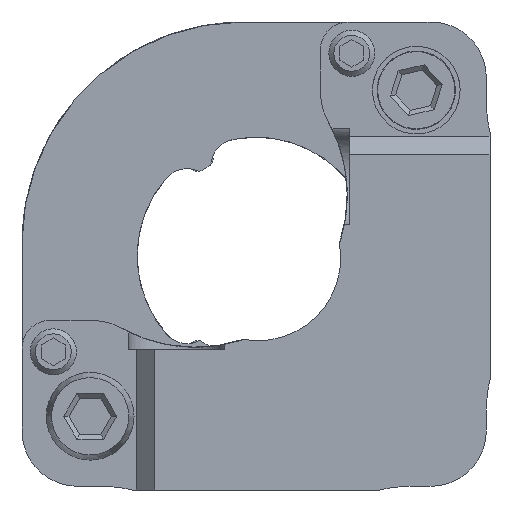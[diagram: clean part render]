
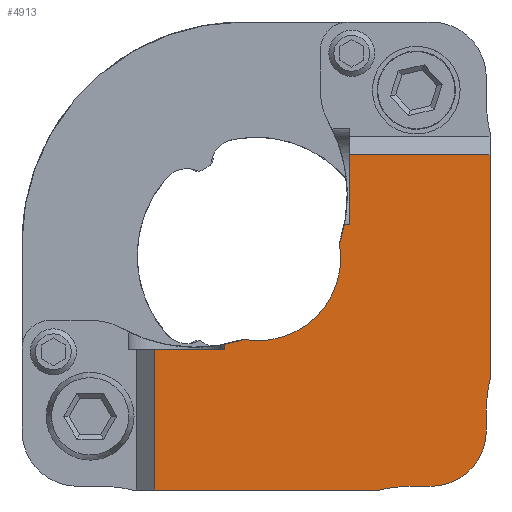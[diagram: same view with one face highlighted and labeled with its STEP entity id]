
A CAD part, left-side view. The second image highlights one B-rep face of the part: STEP entity #4913.
In plain terms, the highlighted planar face has unit normal (-1, 0, 0).
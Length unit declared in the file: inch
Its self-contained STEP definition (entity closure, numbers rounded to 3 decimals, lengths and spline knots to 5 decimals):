
#303=CIRCLE('',#5379,0.31496);
#304=CIRCLE('',#5380,0.11811);
#305=CIRCLE('',#5381,0.31496);
#306=CIRCLE('',#5382,0.3248);
#307=CIRCLE('',#5383,0.17717);
#308=CIRCLE('',#5384,0.3248);
#630=FACE_OUTER_BOUND('',#904,.T.);
#904=EDGE_LOOP('',(#3844,#3845,#3846,#3847,#3848,#3849,#3850,#3851,#3852,
#3853,#3854,#3855,#3856,#3857,#3858,#3859));
#1286=LINE('',#8037,#1678);
#1287=LINE('',#8039,#1679);
#1288=LINE('',#8041,#1680);
#1289=LINE('',#8045,#1681);
#1290=LINE('',#8049,#1682);
#1291=LINE('',#8053,#1683);
#1292=LINE('',#8055,#1684);
#1293=LINE('',#8057,#1685);
#1294=LINE('',#8059,#1686);
#1295=LINE('',#8066,#1687);
#1678=VECTOR('',#6527,0.3937);
#1679=VECTOR('',#6528,0.3937);
#1680=VECTOR('',#6529,0.3937);
#1681=VECTOR('',#6532,0.3937);
#1682=VECTOR('',#6535,0.3937);
#1683=VECTOR('',#6538,0.3937);
#1684=VECTOR('',#6539,0.3937);
#1685=VECTOR('',#6540,0.3937);
#1686=VECTOR('',#6541,0.3937);
#1687=VECTOR('',#6548,0.3937);
#2149=VERTEX_POINT('',#8035);
#2150=VERTEX_POINT('',#8036);
#2151=VERTEX_POINT('',#8038);
#2152=VERTEX_POINT('',#8040);
#2153=VERTEX_POINT('',#8042);
#2154=VERTEX_POINT('',#8044);
#2155=VERTEX_POINT('',#8046);
#2156=VERTEX_POINT('',#8048);
#2157=VERTEX_POINT('',#8050);
#2158=VERTEX_POINT('',#8052);
#2159=VERTEX_POINT('',#8054);
#2160=VERTEX_POINT('',#8056);
#2161=VERTEX_POINT('',#8058);
#2162=VERTEX_POINT('',#8060);
#2163=VERTEX_POINT('',#8062);
#2164=VERTEX_POINT('',#8064);
#2755=EDGE_CURVE('',#2149,#2150,#1286,.T.);
#2756=EDGE_CURVE('',#2151,#2150,#1287,.T.);
#2757=EDGE_CURVE('',#2152,#2151,#1288,.T.);
#2758=EDGE_CURVE('',#2153,#2152,#303,.T.);
#2759=EDGE_CURVE('',#2154,#2153,#1289,.T.);
#2760=EDGE_CURVE('',#2155,#2154,#304,.T.);
#2761=EDGE_CURVE('',#2156,#2155,#1290,.T.);
#2762=EDGE_CURVE('',#2157,#2156,#305,.T.);
#2763=EDGE_CURVE('',#2158,#2157,#1291,.T.);
#2764=EDGE_CURVE('',#2159,#2158,#1292,.T.);
#2765=EDGE_CURVE('',#2159,#2160,#1293,.T.);
#2766=EDGE_CURVE('',#2160,#2161,#1294,.T.);
#2767=EDGE_CURVE('',#2161,#2162,#306,.T.);
#2768=EDGE_CURVE('',#2162,#2163,#307,.T.);
#2769=EDGE_CURVE('',#2163,#2164,#308,.T.);
#2770=EDGE_CURVE('',#2164,#2149,#1295,.T.);
#3844=ORIENTED_EDGE('',*,*,#2755,.T.);
#3845=ORIENTED_EDGE('',*,*,#2756,.F.);
#3846=ORIENTED_EDGE('',*,*,#2757,.F.);
#3847=ORIENTED_EDGE('',*,*,#2758,.F.);
#3848=ORIENTED_EDGE('',*,*,#2759,.F.);
#3849=ORIENTED_EDGE('',*,*,#2760,.F.);
#3850=ORIENTED_EDGE('',*,*,#2761,.F.);
#3851=ORIENTED_EDGE('',*,*,#2762,.F.);
#3852=ORIENTED_EDGE('',*,*,#2763,.F.);
#3853=ORIENTED_EDGE('',*,*,#2764,.F.);
#3854=ORIENTED_EDGE('',*,*,#2765,.T.);
#3855=ORIENTED_EDGE('',*,*,#2766,.T.);
#3856=ORIENTED_EDGE('',*,*,#2767,.T.);
#3857=ORIENTED_EDGE('',*,*,#2768,.T.);
#3858=ORIENTED_EDGE('',*,*,#2769,.T.);
#3859=ORIENTED_EDGE('',*,*,#2770,.T.);
#4459=PLANE('',#5378);
#4913=ADVANCED_FACE('',(#630),#4459,.T.);
#5378=AXIS2_PLACEMENT_3D('',#8034,#6525,#6526);
#5379=AXIS2_PLACEMENT_3D('',#8043,#6530,#6531);
#5380=AXIS2_PLACEMENT_3D('',#8047,#6533,#6534);
#5381=AXIS2_PLACEMENT_3D('',#8051,#6536,#6537);
#5382=AXIS2_PLACEMENT_3D('',#8061,#6542,#6543);
#5383=AXIS2_PLACEMENT_3D('',#8063,#6544,#6545);
#5384=AXIS2_PLACEMENT_3D('',#8065,#6546,#6547);
#6525=DIRECTION('center_axis',(-1.,0.,0.));
#6526=DIRECTION('ref_axis',(0.,0.,1.));
#6527=DIRECTION('',(0.,1.,0.));
#6528=DIRECTION('',(0.,0.,1.));
#6529=DIRECTION('',(0.,1.,0.));
#6530=DIRECTION('center_axis',(-1.,0.,0.));
#6531=DIRECTION('ref_axis',(0.,0.222,0.975));
#6532=DIRECTION('',(0.,1.,0.));
#6533=DIRECTION('center_axis',(1.,0.,0.));
#6534=DIRECTION('ref_axis',(0.,-0.707,-0.707));
#6535=DIRECTION('',(0.,0.,-1.));
#6536=DIRECTION('center_axis',(-1.,0.,0.));
#6537=DIRECTION('ref_axis',(0.,0.975,0.222));
#6538=DIRECTION('',(0.,0.,-1.));
#6539=DIRECTION('',(0.,-1.,0.));
#6540=DIRECTION('',(0.,0.,-1.));
#6541=DIRECTION('',(0.,1.,0.));
#6542=DIRECTION('center_axis',(1.,0.,0.));
#6543=DIRECTION('ref_axis',(0.,0.,-1.));
#6544=DIRECTION('center_axis',(1.,0.,0.));
#6545=DIRECTION('ref_axis',(0.,0.,1.));
#6546=DIRECTION('center_axis',(1.,0.,0.));
#6547=DIRECTION('ref_axis',(0.,0.,-1.));
#6548=DIRECTION('',(0.,0.,-1.));
#8034=CARTESIAN_POINT('Origin',(-0.52165,-0.15277,-0.15277));
#8035=CARTESIAN_POINT('',(-0.52165,0.06693,-0.20079));
#8036=CARTESIAN_POINT('',(-0.52165,0.21654,-0.20079));
#8037=CARTESIAN_POINT('',(-0.52165,-0.04292,-0.20079));
#8038=CARTESIAN_POINT('',(-0.52165,0.21654,-0.5));
#8039=CARTESIAN_POINT('',(-0.52165,0.21654,0.00261));
#8040=CARTESIAN_POINT('',(-0.52165,-0.26378,-0.5));
#8041=CARTESIAN_POINT('',(-0.52165,0.17361,-0.5));
#8042=CARTESIAN_POINT('',(-0.52165,-0.33377,-0.49213));
#8043=CARTESIAN_POINT('Origin',(-0.52165,-0.33377,-0.80709));
#8044=CARTESIAN_POINT('',(-0.52165,-0.37402,-0.49213));
#8045=CARTESIAN_POINT('',(-0.52165,-0.20827,-0.49213));
#8046=CARTESIAN_POINT('',(-0.52165,-0.49213,-0.37402));
#8047=CARTESIAN_POINT('Origin',(-0.52165,-0.37402,-0.37402));
#8048=CARTESIAN_POINT('',(-0.52165,-0.49213,-0.33377));
#8049=CARTESIAN_POINT('',(-0.52165,-0.49213,-0.32639));
#8050=CARTESIAN_POINT('',(-0.52165,-0.5,-0.26378));
#8051=CARTESIAN_POINT('Origin',(-0.52165,-0.80709,-0.33377));
#8052=CARTESIAN_POINT('',(-0.52165,-0.5,0.21654));
#8053=CARTESIAN_POINT('',(-0.52165,-0.5,-0.32639));
#8054=CARTESIAN_POINT('',(-0.52165,-0.20079,0.21654));
#8055=CARTESIAN_POINT('',(-0.52165,-0.43258,0.21654));
#8056=CARTESIAN_POINT('',(-0.52165,-0.20079,0.06693));
#8057=CARTESIAN_POINT('',(-0.52165,-0.20079,0.05944));
#8058=CARTESIAN_POINT('',(-0.52165,-0.18872,0.06693));
#8059=CARTESIAN_POINT('',(-0.52165,-0.17678,0.06693));
#8060=CARTESIAN_POINT('',(-0.52165,-0.1783,0.02746));
#8061=CARTESIAN_POINT('Origin',(-0.52165,0.12992,0.12992));
#8062=CARTESIAN_POINT('',(-0.52165,0.02746,-0.1783));
#8063=CARTESIAN_POINT('Origin',(-0.52165,-0.00394,
-0.00394));
#8064=CARTESIAN_POINT('',(-0.52165,0.06693,-0.18872));
#8065=CARTESIAN_POINT('Origin',(-0.52165,0.12992,0.12992));
#8066=CARTESIAN_POINT('',(-0.52165,0.06693,-0.11752));
